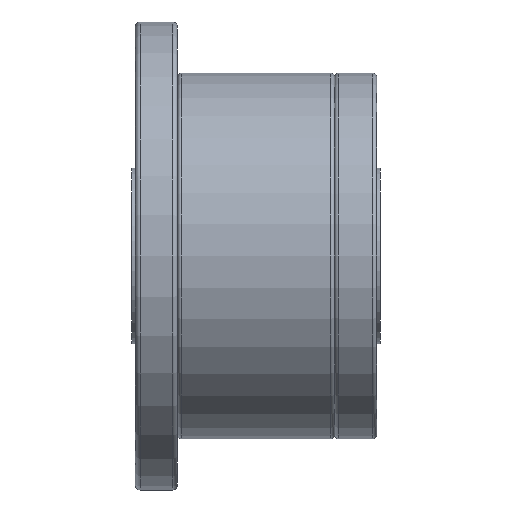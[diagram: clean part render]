
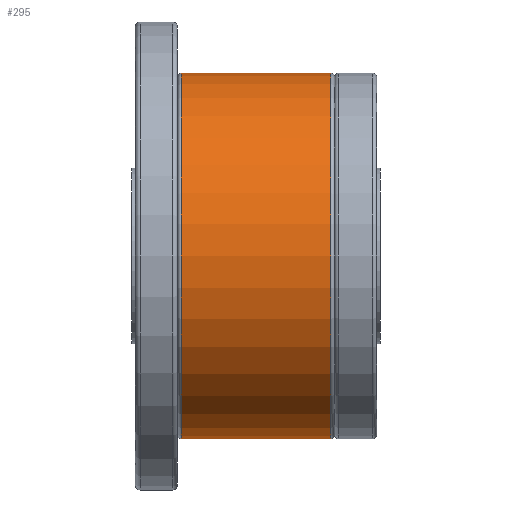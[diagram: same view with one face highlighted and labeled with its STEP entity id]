
A CAD part, front view. The second image highlights one B-rep face of the part: STEP entity #295.
In plain terms, the highlighted cylindrical face has radius 50 mm (diameter 100 mm), a partial arc.
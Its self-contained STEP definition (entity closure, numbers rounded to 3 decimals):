
#295=ADVANCED_FACE('',(#842),#843,.T.);
#842=FACE_OUTER_BOUND('',#1417,.T.);
#843=CYLINDRICAL_SURFACE('',#1418,50.0);
#1417=EDGE_LOOP('',(#3386,#3387,#3388,#3389,#3390,#3391));
#1418=AXIS2_PLACEMENT_3D('',#3392,#3393,#3394);
#3386=ORIENTED_EDGE('',*,*,#3507,.T.);
#3387=ORIENTED_EDGE('',*,*,#4116,.F.);
#3388=ORIENTED_EDGE('',*,*,#4115,.F.);
#3389=ORIENTED_EDGE('',*,*,#3509,.T.);
#3390=ORIENTED_EDGE('',*,*,#4114,.T.);
#3391=ORIENTED_EDGE('',*,*,#4113,.T.);
#3392=CARTESIAN_POINT('',(34.0,0.0,0.0));
#3393=DIRECTION('',(1.0,0.0,0.0));
#3394=DIRECTION('',(0.0,0.0,-1.0));
#3507=EDGE_CURVE('',#4153,#4154,#4155,.T.);
#3509=EDGE_CURVE('',#4158,#4156,#4159,.T.);
#4113=EDGE_CURVE('',#5167,#4153,#5168,.T.);
#4114=EDGE_CURVE('',#4156,#5167,#5169,.T.);
#4115=EDGE_CURVE('',#4158,#5170,#5171,.T.);
#4116=EDGE_CURVE('',#5170,#4154,#5172,.T.);
#4153=VERTEX_POINT('',#5217);
#4154=VERTEX_POINT('',#5218);
#4155=LINE('',#5219,#5220);
#4156=VERTEX_POINT('',#5221);
#4158=VERTEX_POINT('',#5223);
#4159=LINE('',#5224,#5225);
#5167=VERTEX_POINT('',#6624);
#5168=CIRCLE('',#6625,50.0);
#5169=CIRCLE('',#6626,50.0);
#5170=VERTEX_POINT('',#6627);
#5171=CIRCLE('',#6628,50.0);
#5172=CIRCLE('',#6629,50.0);
#5217=CARTESIAN_POINT('',(13.5,0.,-50.0));
#5218=CARTESIAN_POINT('',(54.5,0.,-50.0));
#5219=CARTESIAN_POINT('',(34.0,0.,-50.0));
#5220=VECTOR('',#6678,1.0);
#5221=CARTESIAN_POINT('',(13.5,0.,50.0));
#5223=CARTESIAN_POINT('',(54.5,0.,50.0));
#5224=CARTESIAN_POINT('',(34.0,0.,50.0));
#5225=VECTOR('',#6682,1.0);
#6624=CARTESIAN_POINT('',(13.5,-50.0,0.));
#6625=AXIS2_PLACEMENT_3D('',#7835,#7836,#7837);
#6626=AXIS2_PLACEMENT_3D('',#7838,#7839,#7840);
#6627=CARTESIAN_POINT('',(54.5,-50.0,0.0));
#6628=AXIS2_PLACEMENT_3D('',#7841,#7842,#7843);
#6629=AXIS2_PLACEMENT_3D('',#7844,#7845,#7846);
#6678=DIRECTION('',(1.0,0.0,0.0));
#6682=DIRECTION('',(-1.0,-0.0,-0.0));
#7835=CARTESIAN_POINT('',(13.5,0.,0.));
#7836=DIRECTION('',(1.0,0.0,0.0));
#7837=DIRECTION('',(0.0,0.0,-1.0));
#7838=CARTESIAN_POINT('',(13.5,0.,0.));
#7839=DIRECTION('',(1.0,0.0,0.0));
#7840=DIRECTION('',(0.0,0.0,-1.0));
#7841=CARTESIAN_POINT('',(54.5,0.,0.0));
#7842=DIRECTION('',(1.0,0.0,0.0));
#7843=DIRECTION('',(0.0,0.0,-1.0));
#7844=CARTESIAN_POINT('',(54.5,0.,0.0));
#7845=DIRECTION('',(1.0,0.0,0.0));
#7846=DIRECTION('',(0.0,0.0,-1.0));
